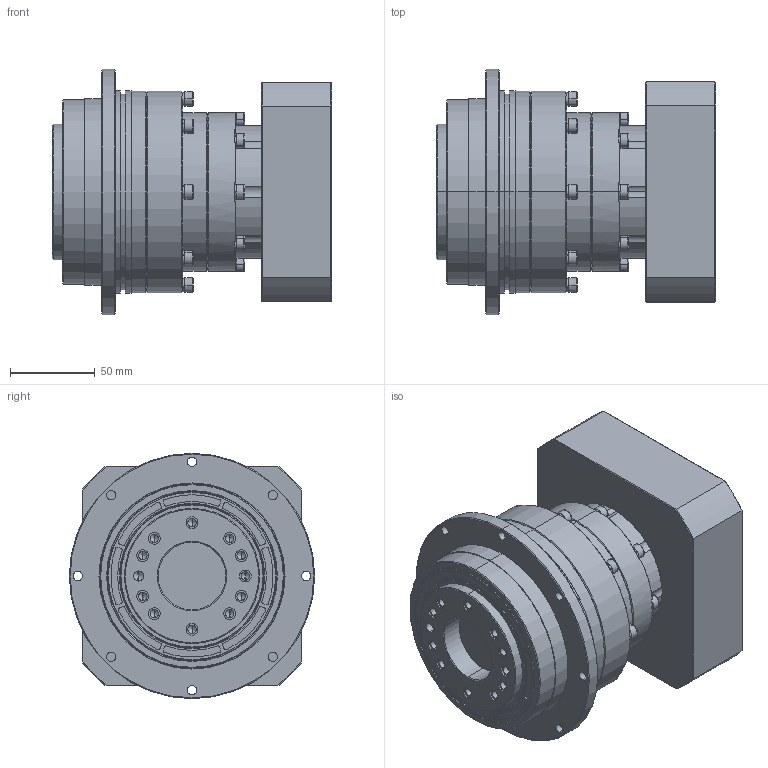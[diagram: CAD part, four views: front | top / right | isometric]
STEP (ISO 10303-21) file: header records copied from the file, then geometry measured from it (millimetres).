
FILE_DESCRIPTION (( 'STEP AP203' ), '1' );
FILE_NAME ('KD110L2-110-22-62.5-M8-145.step', '2022-10-19T02:08:50', ( 'PC' ), ( 'Microsoft' ), 'SwSTEP 2.0', 'SolidWorks 2016', '' );
FILE_SCHEMA (( 'CONFIG_CONTROL_DESIGN' ));
Length unit declared in the file: millimetre
Products named in the file (11): 24-22曹噤杶; 一级整体太阳轮加夹套外形图 KB90-D24; KD110L2-110-22-62.5-M8-145; hexagon socket head cap screws gb_GB_FASTENER_SCREWS_HSHCS M6X25-N; hexagon socket head cap screws gb_GB_FASTENER_SCREWS_HSHCS M5X25-N; spring lock washers--normal type gb_GB_FASTENER_WASHER_SW 5; hex socket set screws with flat point gb_GB_FASTENER_SCREWS_HSFP M12X12-N; 二级齿圈外形图 KD110; 笢潔楊擘俋倛芞 KD90; 萇儂楊擘俋倛芞 KB90 D110-M8-145F130H38.5; 一级齿圈外形图加法兰盘 KD110
Assembly tree (52 placements, depth 2):
  KD110L2-110-22-62.5-M8-145
    一级齿圈外形图加法兰盘 KD110
    一级整体太阳轮加夹套外形图 KB90-D24
    hexagon socket head cap screws gb_GB_FASTENER_SCREWS_HSHCS M6X25-N
    hexagon socket head cap screws gb_GB_FASTENER_SCREWS_HSHCS M5X25-N  x22
    spring lock washers--normal type gb_GB_FASTENER_WASHER_SW 5  x22
    hex socket set screws with flat point gb_GB_FASTENER_SCREWS_HSFP M12X12-N
    二级齿圈外形图 KD110
    笢潔楊擘俋倛芞 KD90
    萇儂楊擘俋倛芞 KB90 D110-M8-145F130H38.5
    24-22曹噤杶
Bounding box: 165 x 145 x 145 mm (x, y, z)
Volume: 1495591.5 mm3; surface area: 234702.2 mm2
Topology: 54 solids, 54 shells, 1422 faces, 3388 edges, 2094 vertices
Faces by surface type: plane 610, cylinder 530, cone 230, torus 52
Entity records: 23202 total; most frequent: CARTESIAN_POINT 3935, DIRECTION 3887, ORIENTED_EDGE 3316, EDGE_CURVE 1658, AXIS2_PLACEMENT_3D 1581, VERTEX_POINT 1065, CIRCLE 839, EDGE_LOOP 829
